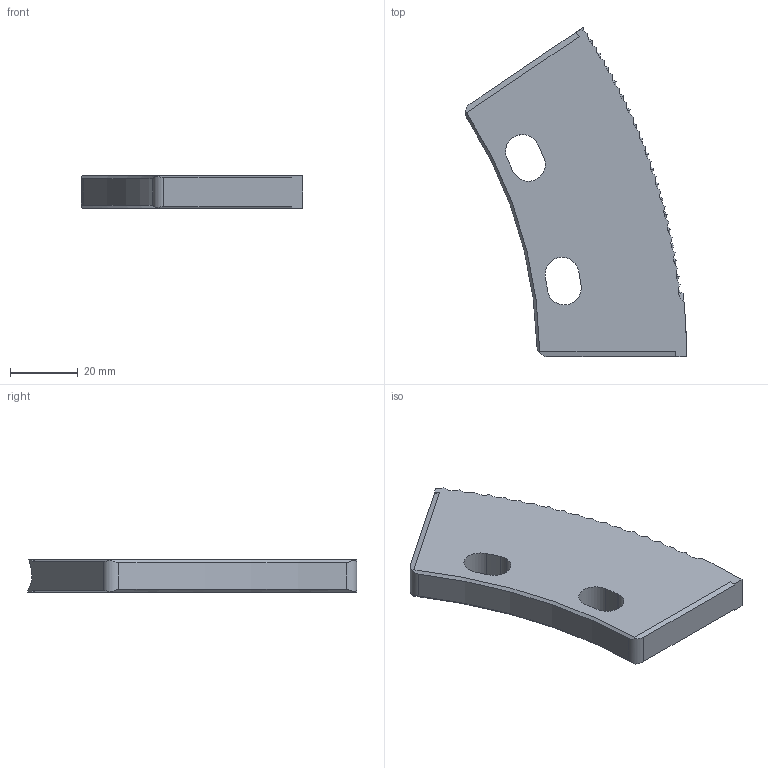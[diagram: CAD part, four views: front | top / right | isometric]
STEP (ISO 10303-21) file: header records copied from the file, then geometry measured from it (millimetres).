
FILE_DESCRIPTION (( 'STEP AP203' ), '1' );
FILE_NAME ('M971229-S.STEP', '2022-04-21T20:53:27', ( '' ), ( '' ), 'SwSTEP 2.0', 'SolidWorks 2020', '' );
FILE_SCHEMA (( 'CONFIG_CONTROL_DESIGN' ));
Length unit declared in the file: inch
Products named in the file (1): M971229-S
Bounding box: 65.25 x 97.28 x 9.51 mm (x, y, z)
Volume: 33438.5 mm3; surface area: 10557.7 mm2
Topology: 1 solids, 1 shells, 68 faces, 198 edges, 132 vertices
Faces by surface type: sphere 38, cylinder 14, plane 12, torus 2, cone 2
Entity records: 3010 total; most frequent: CARTESIAN_POINT 1125, ORIENTED_EDGE 396, DIRECTION 391, EDGE_CURVE 198, AXIS2_PLACEMENT_3D 176, VERTEX_POINT 132, CIRCLE 107, EDGE_LOOP 72
